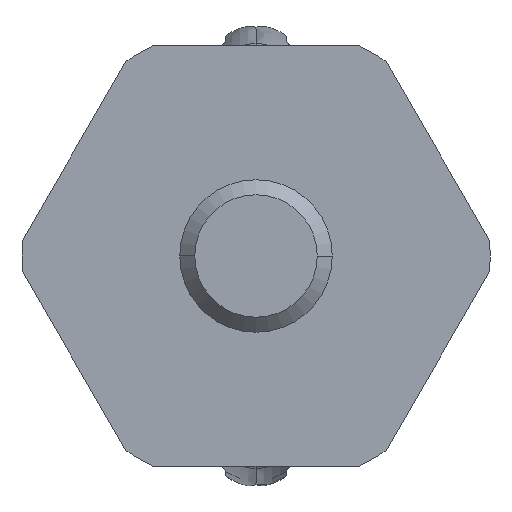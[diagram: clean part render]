
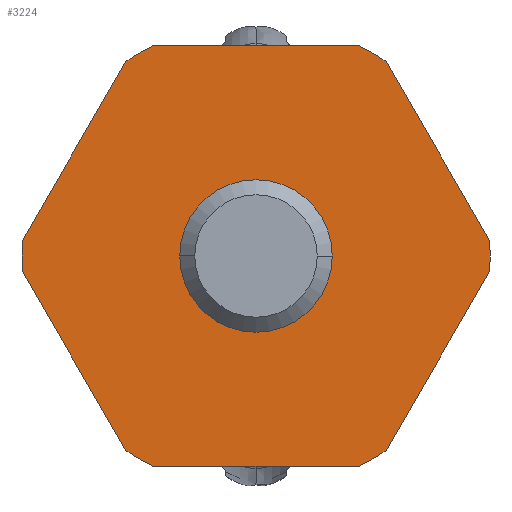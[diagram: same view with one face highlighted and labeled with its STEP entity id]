
A CAD part, front view. The second image highlights one B-rep face of the part: STEP entity #3224.
In plain terms, the highlighted planar face has unit normal (0, -1, 0).
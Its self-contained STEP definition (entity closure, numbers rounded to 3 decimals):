
#525=DIRECTION('',(-0.5,0.,0.866));
#526=VECTOR('',#525,34.409);
#527=CARTESIAN_POINT('',(-21.709,0.,-32.4));
#528=LINE('',#527,#526);
#529=CARTESIAN_POINT('',(0.,0.,0.));
#530=DIRECTION('',(0.,1.,0.));
#531=DIRECTION('',(-0.998,0.,-0.067));
#532=AXIS2_PLACEMENT_3D('',#529,#530,#531);
#534=DIRECTION('',(0.5,0.,0.866));
#535=VECTOR('',#534,34.409);
#536=CARTESIAN_POINT('',(-38.913,0.,2.6));
#537=LINE('',#536,#535);
#538=CARTESIAN_POINT('',(0.,0.,0.));
#539=DIRECTION('',(0.,1.,0.));
#540=DIRECTION('',(-0.557,0.,0.831));
#541=AXIS2_PLACEMENT_3D('',#538,#539,#540);
#543=DIRECTION('',(1.,0.,0.));
#544=VECTOR('',#543,34.409);
#545=CARTESIAN_POINT('',(-17.205,0.,35.));
#546=LINE('',#545,#544);
#547=CARTESIAN_POINT('',(0.,0.,0.));
#548=DIRECTION('',(0.,1.,0.));
#549=DIRECTION('',(0.441,0.,0.897));
#550=AXIS2_PLACEMENT_3D('',#547,#548,#549);
#552=DIRECTION('',(0.5,0.,-0.866));
#553=VECTOR('',#552,34.409);
#554=CARTESIAN_POINT('',(21.709,0.,32.4));
#555=LINE('',#554,#553);
#556=CARTESIAN_POINT('',(0.,0.,0.));
#557=DIRECTION('',(0.,1.,0.));
#558=DIRECTION('',(0.998,0.,0.067));
#559=AXIS2_PLACEMENT_3D('',#556,#557,#558);
#561=DIRECTION('',(-0.5,0.,-0.866));
#562=VECTOR('',#561,34.409);
#563=CARTESIAN_POINT('',(38.913,0.,-2.6));
#564=LINE('',#563,#562);
#565=CARTESIAN_POINT('',(0.,0.,0.));
#566=DIRECTION('',(0.,1.,0.));
#567=DIRECTION('',(0.557,0.,-0.831));
#568=AXIS2_PLACEMENT_3D('',#565,#566,#567);
#570=DIRECTION('',(-1.,0.,0.));
#571=VECTOR('',#570,34.409);
#572=CARTESIAN_POINT('',(17.205,0.,-35.));
#573=LINE('',#572,#571);
#574=CARTESIAN_POINT('',(0.,0.,0.));
#575=DIRECTION('',(0.,1.,0.));
#576=DIRECTION('',(-0.441,0.,-0.897));
#577=AXIS2_PLACEMENT_3D('',#574,#575,#576);
#579=CARTESIAN_POINT('',(0.,0.,0.));
#580=DIRECTION('',(0.,-1.,0.));
#581=DIRECTION('',(1.,0.,0.));
#582=AXIS2_PLACEMENT_3D('',#579,#580,#581);
#584=CARTESIAN_POINT('',(0.,0.,0.));
#585=DIRECTION('',(0.,-1.,0.));
#586=DIRECTION('',(-1.,0.,0.));
#587=AXIS2_PLACEMENT_3D('',#584,#585,#586);
#2171=CARTESIAN_POINT('',(-21.709,0.,-32.4));
#2172=CARTESIAN_POINT('',(-38.913,0.,-2.6));
#2173=VERTEX_POINT('',#2171);
#2174=VERTEX_POINT('',#2172);
#2175=CARTESIAN_POINT('',(-17.205,0.,-35.));
#2176=VERTEX_POINT('',#2175);
#2177=CARTESIAN_POINT('',(17.205,0.,-35.));
#2178=VERTEX_POINT('',#2177);
#2179=CARTESIAN_POINT('',(21.709,0.,-32.4));
#2180=VERTEX_POINT('',#2179);
#2181=CARTESIAN_POINT('',(38.913,0.,-2.6));
#2182=VERTEX_POINT('',#2181);
#2183=CARTESIAN_POINT('',(38.913,0.,2.6));
#2184=VERTEX_POINT('',#2183);
#2185=CARTESIAN_POINT('',(21.709,0.,32.4));
#2186=VERTEX_POINT('',#2185);
#2187=CARTESIAN_POINT('',(17.205,0.,35.));
#2188=VERTEX_POINT('',#2187);
#2189=CARTESIAN_POINT('',(-17.205,0.,35.));
#2190=VERTEX_POINT('',#2189);
#2191=CARTESIAN_POINT('',(-21.709,0.,32.4));
#2192=VERTEX_POINT('',#2191);
#2193=CARTESIAN_POINT('',(-38.913,0.,2.6));
#2194=VERTEX_POINT('',#2193);
#2863=CARTESIAN_POINT('',(10.55,0.,0.));
#2865=VERTEX_POINT('',#2863);
#2868=CARTESIAN_POINT('',(-10.55,0.,0.));
#2870=VERTEX_POINT('',#2868);
#3188=CARTESIAN_POINT('',(0.,0.,0.));
#3189=DIRECTION('',(0.,1.,0.));
#3190=DIRECTION('',(1.,0.,0.));
#3191=AXIS2_PLACEMENT_3D('',#3188,#3189,#3190);
#3192=PLANE('',#3191);
#3194=ORIENTED_EDGE('',*,*,#3193,.T.);
#3196=ORIENTED_EDGE('',*,*,#3195,.T.);
#3198=ORIENTED_EDGE('',*,*,#3197,.T.);
#3200=ORIENTED_EDGE('',*,*,#3199,.T.);
#3201=ORIENTED_EDGE('',*,*,#2904,.T.);
#3203=ORIENTED_EDGE('',*,*,#3202,.T.);
#3205=ORIENTED_EDGE('',*,*,#3204,.T.);
#3207=ORIENTED_EDGE('',*,*,#3206,.T.);
#3209=ORIENTED_EDGE('',*,*,#3208,.T.);
#3211=ORIENTED_EDGE('',*,*,#3210,.T.);
#3213=ORIENTED_EDGE('',*,*,#3212,.T.);
#3215=ORIENTED_EDGE('',*,*,#3214,.T.);
#3216=EDGE_LOOP('',(#3194,#3196,#3198,#3200,#3201,#3203,#3205,#3207,#3209,#3211,
#3213,#3215));
#3217=FACE_OUTER_BOUND('',#3216,.F.);
#3219=ORIENTED_EDGE('',*,*,#3218,.T.);
#3221=ORIENTED_EDGE('',*,*,#3220,.T.);
#3222=EDGE_LOOP('',(#3219,#3221));
#3223=FACE_BOUND('',#3222,.F.);
#3224=ADVANCED_FACE('',(#3217,#3223),#3192,.F.);
#533=CIRCLE('',#532,39.);
#542=CIRCLE('',#541,39.);
#551=CIRCLE('',#550,39.);
#560=CIRCLE('',#559,39.);
#569=CIRCLE('',#568,39.);
#578=CIRCLE('',#577,39.);
#583=CIRCLE('',#582,10.55);
#588=CIRCLE('',#587,10.55);
#2904=EDGE_CURVE('',#2190,#2188,#546,.T.);
#3193=EDGE_CURVE('',#2173,#2174,#528,.T.);
#3195=EDGE_CURVE('',#2174,#2194,#533,.T.);
#3197=EDGE_CURVE('',#2194,#2192,#537,.T.);
#3199=EDGE_CURVE('',#2192,#2190,#542,.T.);
#3202=EDGE_CURVE('',#2188,#2186,#551,.T.);
#3204=EDGE_CURVE('',#2186,#2184,#555,.T.);
#3206=EDGE_CURVE('',#2184,#2182,#560,.T.);
#3208=EDGE_CURVE('',#2182,#2180,#564,.T.);
#3210=EDGE_CURVE('',#2180,#2178,#569,.T.);
#3212=EDGE_CURVE('',#2178,#2176,#573,.T.);
#3214=EDGE_CURVE('',#2176,#2173,#578,.T.);
#3218=EDGE_CURVE('',#2865,#2870,#583,.T.);
#3220=EDGE_CURVE('',#2870,#2865,#588,.T.);
